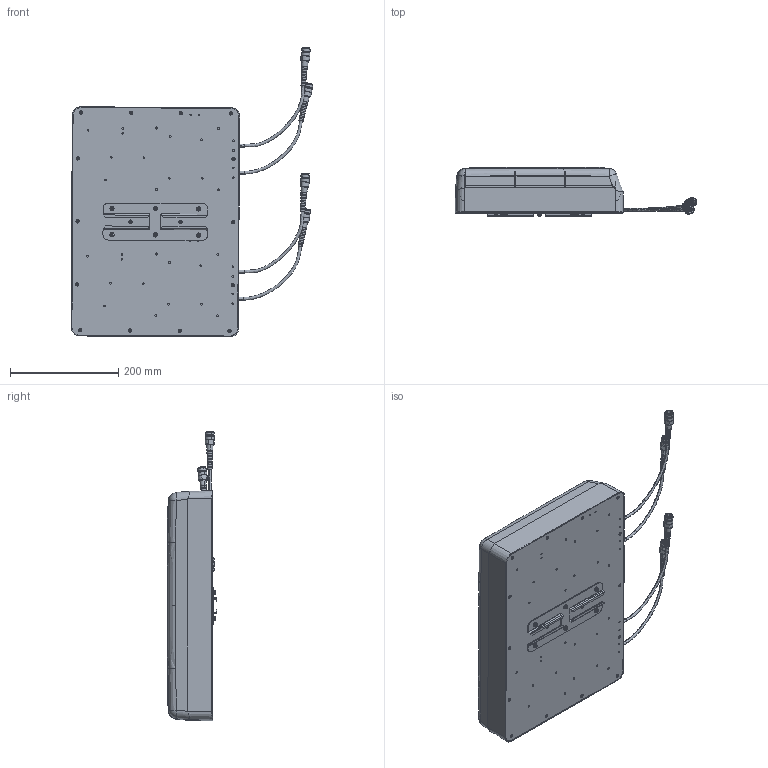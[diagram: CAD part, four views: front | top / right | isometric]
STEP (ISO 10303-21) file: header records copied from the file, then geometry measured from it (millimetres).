
FILE_DESCRIPTION (( 'STEP AP203' ), '1' );
FILE_NAME ('HG74207XXPPR-4310F_3D.STEP', '2022-06-08T16:05:36', ( '' ), ( '' ), 'SwSTEP 2.0', 'SolidWorks 2021', '' );
FILE_SCHEMA (( 'CONFIG_CONTROL_DESIGN' ));
Length unit declared in the file: millimetre
Products named in the file (7): ??????_????????_N-F????(AI698-4000XX07i70A-4310F).stp___; 01.01.21DRG-02(?????_???2)_??.stp___; N-F ?????_??.stp___; 01.09.21ABG-02(M4x12??????_????)_??.stp___; M3x10????180202.stp___; HG74207XXPPR-4310F_3D; REFLECTOR3.stp___
Assembly tree (29 placements, depth 3):
  HG74207XXPPR-4310F_3D
    ??????_????????_N-F????(AI698-4000XX07i70A-4310F).stp___
      REFLECTOR3.stp___
      01.01.21DRG-02(?????_???2)_??.stp___
      M3x10????180202.stp___  x16
      N-F ?????_??.stp___  x4
      01.09.21ABG-02(M4x12??????_????)_??.stp___  x6
Bounding box: 445.92 x 91.81 x 534.21 mm (x, y, z)
Volume: 3267151.5 mm3; surface area: 773553.3 mm2
Topology: 44 solids, 46 shells, 2134 faces, 5354 edges, 3417 vertices
Faces by surface type: plane 1092, cylinder 526, cone 346, bspline 94, sphere 47, torus 29
Entity records: 46865 total; most frequent: CARTESIAN_POINT 17927, ORIENTED_EDGE 5960, DIRECTION 5461, EDGE_CURVE 2980, AXIS2_PLACEMENT_3D 1960, VERTEX_POINT 1928, VECTOR 1541, LINE 1541
